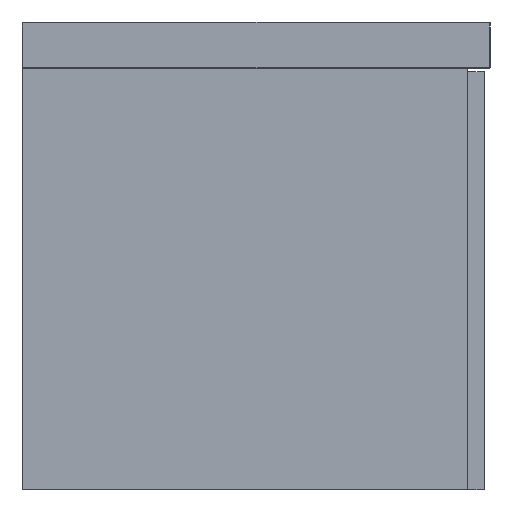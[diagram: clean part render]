
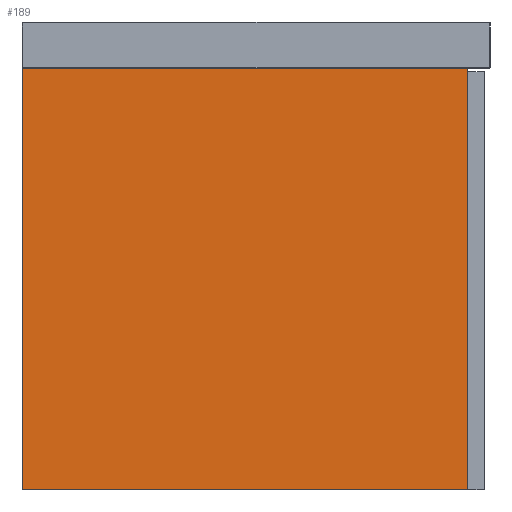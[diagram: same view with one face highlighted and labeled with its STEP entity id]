
A CAD part, left-side view. The second image highlights one B-rep face of the part: STEP entity #189.
In plain terms, the highlighted planar face has unit normal (-1, 0, 0).
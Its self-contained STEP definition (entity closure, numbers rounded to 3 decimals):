
#189=ADVANCED_FACE('',(#260),#1042,.T.);
#260=FACE_OUTER_BOUND('',#331,.T.);
#331=EDGE_LOOP('',(#579,#580,#581,#582));
#579=ORIENTED_EDGE('',*,*,#742,.F.);
#580=ORIENTED_EDGE('',*,*,#743,.F.);
#581=ORIENTED_EDGE('',*,*,#739,.F.);
#582=ORIENTED_EDGE('',*,*,#741,.F.);
#739=EDGE_CURVE('',#971,#972,#878,.T.);
#741=EDGE_CURVE('',#973,#971,#880,.T.);
#742=EDGE_CURVE('',#974,#973,#881,.T.);
#743=EDGE_CURVE('',#972,#974,#882,.T.);
#878=B_SPLINE_CURVE_WITH_KNOTS('',1,(#2103,#2104),.UNSPECIFIED.,.F.,.F.,
(2,2),(0.,476.),.UNSPECIFIED.);
#880=B_SPLINE_CURVE_WITH_KNOTS('',1,(#2107,#2108),.UNSPECIFIED.,.F.,.F.,
(2,2),(-450.,0.),.UNSPECIFIED.);
#881=B_SPLINE_CURVE_WITH_KNOTS('',1,(#2109,#2110),.UNSPECIFIED.,.F.,.F.,
(2,2),(-476.,0.),.UNSPECIFIED.);
#882=B_SPLINE_CURVE_WITH_KNOTS('',1,(#2111,#2112),.UNSPECIFIED.,.F.,.F.,
(2,2),(-450.,0.),.UNSPECIFIED.);
#971=VERTEX_POINT('',#2089);
#972=VERTEX_POINT('',#2090);
#973=VERTEX_POINT('',#2091);
#974=VERTEX_POINT('',#2092);
#1042=PLANE('',#1300);
#1300=AXIS2_PLACEMENT_3D('',#2081,#1399,$);
#1399=DIRECTION('',(-1.,0.,0.));
#2081=CARTESIAN_POINT('',(-892.75,-270.,-47.6));
#2089=CARTESIAN_POINT('',(-892.75,225.,0.));
#2090=CARTESIAN_POINT('',(-892.75,225.,476.));
#2091=CARTESIAN_POINT('',(-892.75,-225.,0.));
#2092=CARTESIAN_POINT('',(-892.75,-225.,476.));
#2103=CARTESIAN_POINT('',(-892.75,225.,0.));
#2104=CARTESIAN_POINT('',(-892.75,225.,476.));
#2107=CARTESIAN_POINT('',(-892.75,-225.,0.));
#2108=CARTESIAN_POINT('',(-892.75,225.,0.));
#2109=CARTESIAN_POINT('',(-892.75,-225.,476.));
#2110=CARTESIAN_POINT('',(-892.75,-225.,0.));
#2111=CARTESIAN_POINT('',(-892.75,225.,476.));
#2112=CARTESIAN_POINT('',(-892.75,-225.,476.));
